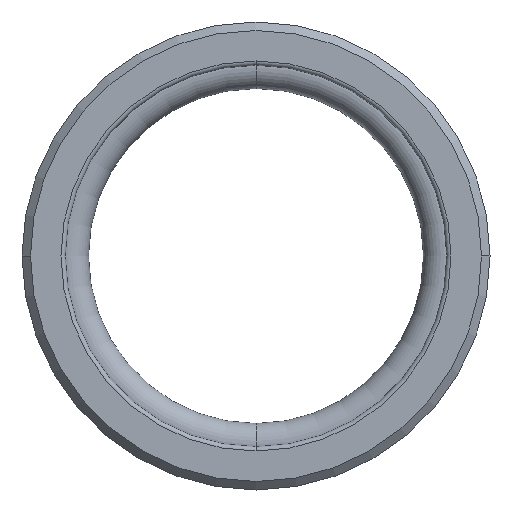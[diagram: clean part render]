
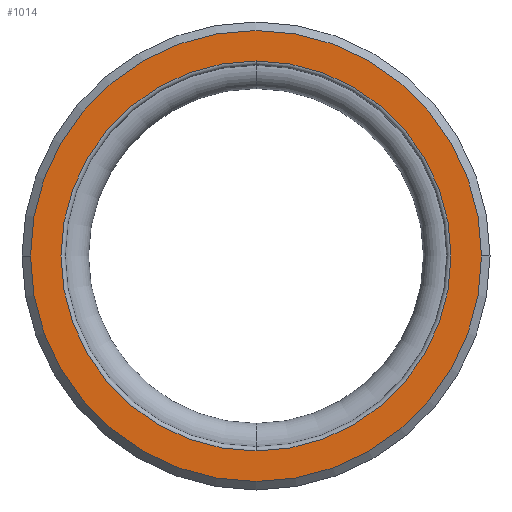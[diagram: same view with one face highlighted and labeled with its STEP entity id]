
A CAD part, front view. The second image highlights one B-rep face of the part: STEP entity #1014.
In plain terms, the highlighted planar face has unit normal (0, -1, 0).
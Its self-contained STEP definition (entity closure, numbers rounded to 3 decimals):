
#69 = EDGE_CURVE ( 'NONE', #626, #1782, #620, .T. ) ;
#223 = EDGE_CURVE ( 'NONE', #1782, #626, #491, .T. ) ;
#229 = DIRECTION ( 'NONE',  ( 0., 0., 1. ) ) ;
#254 = DIRECTION ( 'NONE',  ( 0., 0., -1. ) ) ;
#279 = DIRECTION ( 'NONE',  ( 0., -1., 0. ) ) ;
#294 = ORIENTED_EDGE ( 'NONE', *, *, #1763, .T. ) ;
#301 = CIRCLE ( 'NONE', #1329, 10.64 ) ;
#304 = CARTESIAN_POINT ( 'NONE',  ( 10.64, 0., 0. ) ) ;
#306 = AXIS2_PLACEMENT_3D ( 'NONE', #1361, #672, #229 ) ;
#329 = CARTESIAN_POINT ( 'NONE',  ( 0., 0., 0. ) ) ;
#391 = FACE_OUTER_BOUND ( 'NONE', #852, .T. ) ;
#412 = DIRECTION ( 'NONE',  ( 0., -1., 0. ) ) ;
#446 = CARTESIAN_POINT ( 'NONE',  ( 0., 0., 9.2 ) ) ;
#479 = DIRECTION ( 'NONE',  ( 1., 0., 0. ) ) ;
#491 = CIRCLE ( 'NONE', #1321, 9.2 ) ;
#597 = DIRECTION ( 'NONE',  ( 0., 0., -1. ) ) ;
#620 = CIRCLE ( 'NONE', #642, 9.2 ) ;
#626 = VERTEX_POINT ( 'NONE', #957 ) ;
#642 = AXIS2_PLACEMENT_3D ( 'NONE', #1106, #412, #254 ) ;
#672 = DIRECTION ( 'NONE',  ( 0., 1., 0. ) ) ;
#782 = ORIENTED_EDGE ( 'NONE', *, *, #223, .F. ) ;
#801 = ORIENTED_EDGE ( 'NONE', *, *, #1835, .T. ) ;
#852 = EDGE_LOOP ( 'NONE', ( #294, #801 ) ) ;
#882 = DIRECTION ( 'NONE',  ( 0., -1., 0. ) ) ;
#891 = CARTESIAN_POINT ( 'NONE',  ( 0., 0., 0. ) ) ;
#957 = CARTESIAN_POINT ( 'NONE',  ( 0., 0., -9.2 ) ) ;
#994 = CIRCLE ( 'NONE', #1051, 10.64 ) ;
#1014 = ADVANCED_FACE ( 'NONE', ( #1257, #391 ), #1085, .F. ) ;
#1032 = ORIENTED_EDGE ( 'NONE', *, *, #69, .F. ) ;
#1051 = AXIS2_PLACEMENT_3D ( 'NONE', #1566, #279, #1833 ) ;
#1085 = PLANE ( 'NONE',  #306 ) ;
#1106 = CARTESIAN_POINT ( 'NONE',  ( 0., 0., 0. ) ) ;
#1162 = VERTEX_POINT ( 'NONE', #1535 ) ;
#1221 = VERTEX_POINT ( 'NONE', #304 ) ;
#1257 = FACE_BOUND ( 'NONE', #1759, .T. ) ;
#1321 = AXIS2_PLACEMENT_3D ( 'NONE', #891, #882, #597 ) ;
#1329 = AXIS2_PLACEMENT_3D ( 'NONE', #329, #1461, #479 ) ;
#1361 = CARTESIAN_POINT ( 'NONE',  ( -11.04, 0., 0. ) ) ;
#1461 = DIRECTION ( 'NONE',  ( 0., -1., 0. ) ) ;
#1535 = CARTESIAN_POINT ( 'NONE',  ( -10.64, 0., 0. ) ) ;
#1566 = CARTESIAN_POINT ( 'NONE',  ( 0., 0., 0. ) ) ;
#1759 = EDGE_LOOP ( 'NONE', ( #1032, #782 ) ) ;
#1763 = EDGE_CURVE ( 'NONE', #1162, #1221, #994, .T. ) ;
#1782 = VERTEX_POINT ( 'NONE', #446 ) ;
#1833 = DIRECTION ( 'NONE',  ( 1., 0., 0. ) ) ;
#1835 = EDGE_CURVE ( 'NONE', #1221, #1162, #301, .T. ) ;
